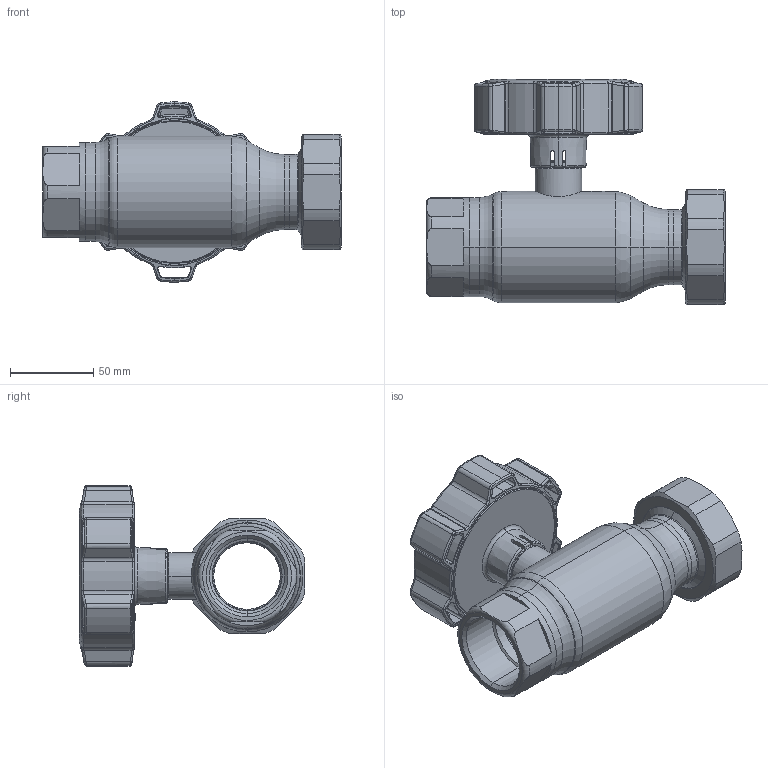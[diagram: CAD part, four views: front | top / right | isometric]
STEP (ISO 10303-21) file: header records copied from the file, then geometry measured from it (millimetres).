
FILE_DESCRIPTION (( 'STEP AP214' ), '1' );
FILE_NAME ('2040002210-0200.STEP', '2024-01-18T08:48:33', ( '' ), ( '' ), 'SwSTEP 2.0', 'SolidWorks 2021', '' );
FILE_SCHEMA (( 'AUTOMOTIVE_DESIGN' ));
Length unit declared in the file: millimetre
Products named in the file (1): 2040002210-0200
Bounding box: 179.1 x 135 x 107.98 mm (x, y, z)
Surface area: 101485.6 mm2 (no closed solid volume)
Topology: 0 solids, 13 shells, 548 faces, 1573 edges, 1000 vertices
Faces by surface type: bspline 156, cylinder 134, plane 116, torus 77, cone 59, sphere 6
Entity records: 32361 total; most frequent: CARTESIAN_POINT 13482, ORIENTED_EDGE 2788, DIRECTION 2339, EDGE_CURVE 1573, VERTEX_POINT 1000, AXIS2_PLACEMENT_3D 925, EDGE_LOOP 578, UNCERTAINTY_MEASURE_WITH_UNIT 550
